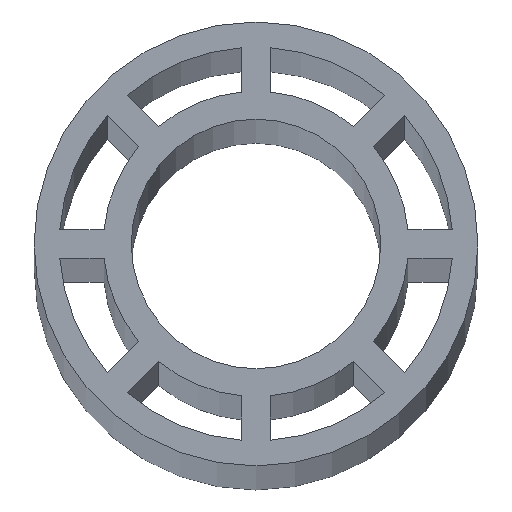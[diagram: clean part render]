
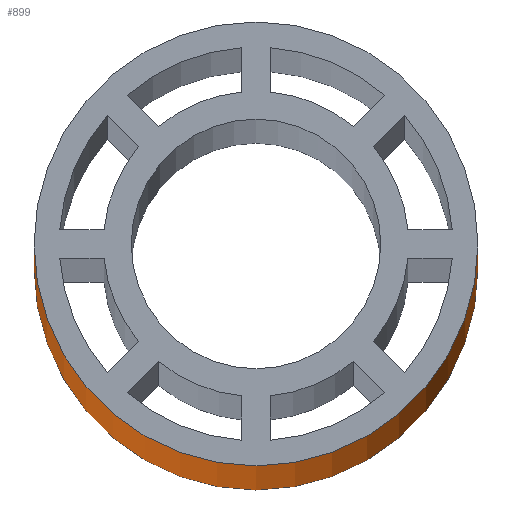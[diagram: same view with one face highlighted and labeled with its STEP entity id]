
A CAD part, top view. The second image highlights one B-rep face of the part: STEP entity #899.
In plain terms, the highlighted cylindrical face has radius 80.01 mm (diameter 160.02 mm), a partial arc.
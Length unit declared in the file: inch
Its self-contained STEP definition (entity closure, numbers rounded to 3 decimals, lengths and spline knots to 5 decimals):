
#29 = DIRECTION ( 'NONE',  ( 0., 0., -1. ) ) ;
#34 = ORIENTED_EDGE ( 'NONE', *, *, #1015, .T. ) ;
#41 = ORIENTED_EDGE ( 'NONE', *, *, #878, .F. ) ;
#93 = CARTESIAN_POINT ( 'NONE',  ( -3.15, 0., 196. ) ) ;
#119 = VECTOR ( 'NONE', #1003, 39.37008 ) ;
#133 = CARTESIAN_POINT ( 'NONE',  ( 0., 0., 196. ) ) ;
#173 = DIRECTION ( 'NONE',  ( 0., 0., 1. ) ) ;
#211 = EDGE_CURVE ( 'NONE', #1284, #382, #1019, .T. ) ;
#275 = CARTESIAN_POINT ( 'NONE',  ( 0., 0., 196. ) ) ;
#313 = LINE ( 'NONE', #942, #1342 ) ;
#346 = VERTEX_POINT ( 'NONE', #415 ) ;
#382 = VERTEX_POINT ( 'NONE', #422 ) ;
#415 = CARTESIAN_POINT ( 'NONE',  ( 3.15, 0., 0. ) ) ;
#422 = CARTESIAN_POINT ( 'NONE',  ( 3.15, 0., 196. ) ) ;
#573 = DIRECTION ( 'NONE',  ( 0., 0., 1. ) ) ;
#603 = CYLINDRICAL_SURFACE ( 'NONE', #810, 3.15 ) ;
#626 = CIRCLE ( 'NONE', #1115, 3.15 ) ;
#788 = LINE ( 'NONE', #1201, #119 ) ;
#804 = EDGE_CURVE ( 'NONE', #1006, #346, #626, .T. ) ;
#810 = AXIS2_PLACEMENT_3D ( 'NONE', #133, #29, #1300 ) ;
#875 = EDGE_LOOP ( 'NONE', ( #41, #931, #34, #1066 ) ) ;
#878 = EDGE_CURVE ( 'NONE', #382, #346, #788, .T. ) ;
#899 = ADVANCED_FACE ( 'NONE', ( #1170 ), #603, .T. ) ;
#931 = ORIENTED_EDGE ( 'NONE', *, *, #211, .F. ) ;
#932 = DIRECTION ( 'NONE',  ( 0., 0., -1. ) ) ;
#942 = CARTESIAN_POINT ( 'NONE',  ( -3.15, 0., 196. ) ) ;
#1003 = DIRECTION ( 'NONE',  ( 0., 0., -1. ) ) ;
#1006 = VERTEX_POINT ( 'NONE', #1136 ) ;
#1015 = EDGE_CURVE ( 'NONE', #1284, #1006, #313, .T. ) ;
#1019 = CIRCLE ( 'NONE', #1078, 3.15 ) ;
#1066 = ORIENTED_EDGE ( 'NONE', *, *, #804, .T. ) ;
#1078 = AXIS2_PLACEMENT_3D ( 'NONE', #275, #173, #1129 ) ;
#1115 = AXIS2_PLACEMENT_3D ( 'NONE', #1315, #573, #1212 ) ;
#1129 = DIRECTION ( 'NONE',  ( 1., 0., 0. ) ) ;
#1136 = CARTESIAN_POINT ( 'NONE',  ( -3.15, 0., 0. ) ) ;
#1170 = FACE_OUTER_BOUND ( 'NONE', #875, .T. ) ;
#1201 = CARTESIAN_POINT ( 'NONE',  ( 3.15, 0., 196. ) ) ;
#1212 = DIRECTION ( 'NONE',  ( 1., 0., 0. ) ) ;
#1284 = VERTEX_POINT ( 'NONE', #93 ) ;
#1300 = DIRECTION ( 'NONE',  ( -1., 0., 0. ) ) ;
#1315 = CARTESIAN_POINT ( 'NONE',  ( 0., 0., 0. ) ) ;
#1342 = VECTOR ( 'NONE', #932, 39.37008 ) ;
